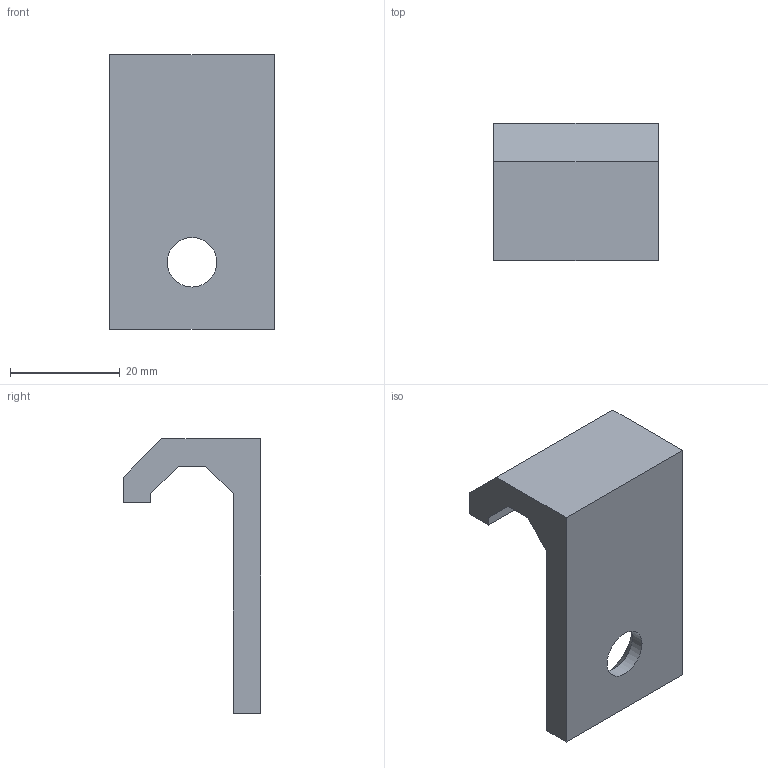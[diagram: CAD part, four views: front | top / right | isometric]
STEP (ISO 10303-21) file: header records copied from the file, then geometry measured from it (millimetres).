
FILE_DESCRIPTION(/* description */ (''),/* implementation_level */ '2;1');
FILE_NAME(/* name */ 'towel-hook.step',/* time_stamp */ '2020-10-24T00:30:55+01:00',/* author */ (''),/* organization */ (''),/* preprocessor_version */ 'ST-DEVELOPER v18.1',/* originating_system */ 'Autodesk Translation Framework v9.3.0.1241',/* authorisation */ '');
FILE_SCHEMA (('AUTOMOTIVE_DESIGN { 1 0 10303 214 3 1 1 }'));
Length unit declared in the file: millimetre
Products named in the file (1): towel-hook
Bounding box: 30 x 25 x 50 mm (x, y, z)
Volume: 11090.7 mm3; surface area: 5349.1 mm2
Topology: 1 solids, 1 shells, 15 faces, 38 edges, 25 vertices
Faces by surface type: plane 13, cone 1, cylinder 1
Full cylindrical faces by diameter (mm): 9 x1
Entity records: 484 total; most frequent: CARTESIAN_POINT 79, ORIENTED_EDGE 76, DIRECTION 73, EDGE_CURVE 38, LINE 35, VECTOR 35, VERTEX_POINT 25, AXIS2_PLACEMENT_3D 19
